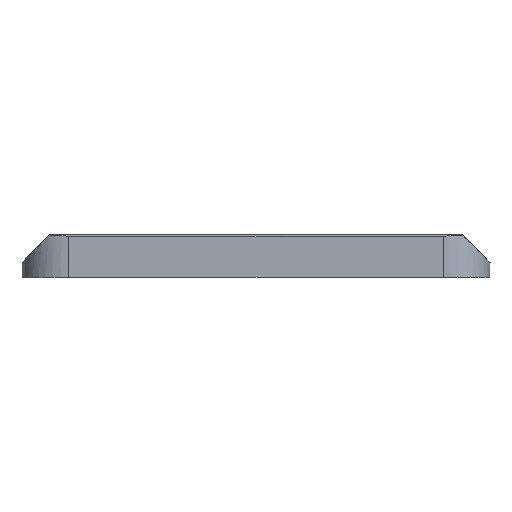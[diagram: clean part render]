
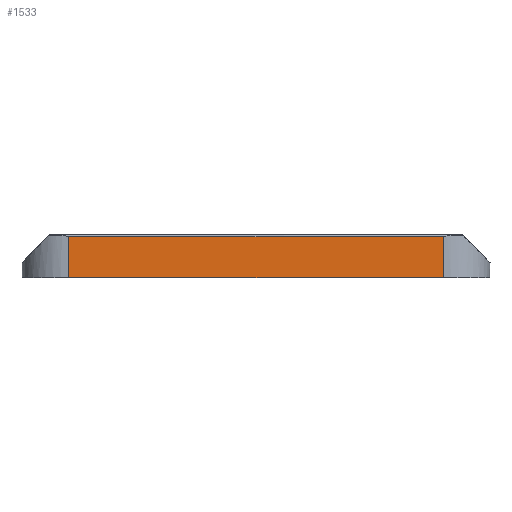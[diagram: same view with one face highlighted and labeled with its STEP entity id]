
A CAD part, left-side view. The second image highlights one B-rep face of the part: STEP entity #1533.
In plain terms, the highlighted planar face has unit normal (-1, 0, 0).
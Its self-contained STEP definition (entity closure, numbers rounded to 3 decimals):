
#22 = ORIENTED_EDGE ( 'NONE', *, *, #937, .F. ) ;
#85 = VERTEX_POINT ( 'NONE', #1326 ) ;
#103 = DIRECTION ( 'NONE',  ( 0., 1., 0. ) ) ;
#241 = DIRECTION ( 'NONE',  ( 0., 0., -1. ) ) ;
#366 = VECTOR ( 'NONE', #103, 1000. ) ;
#391 = LINE ( 'NONE', #1929, #366 ) ;
#432 = CARTESIAN_POINT ( 'NONE',  ( -40., 16., 1.756 ) ) ;
#434 = CARTESIAN_POINT ( 'NONE',  ( -40., 16., 0. ) ) ;
#553 = EDGE_CURVE ( 'NONE', #1922, #85, #829, .T. ) ;
#602 = DIRECTION ( 'NONE',  ( 0., 0., 1. ) ) ;
#627 = CARTESIAN_POINT ( 'NONE',  ( -40., 20., 1.756 ) ) ;
#727 = AXIS2_PLACEMENT_3D ( 'NONE', #627, #1282, #602 ) ;
#829 = LINE ( 'NONE', #1938, #1709 ) ;
#834 = ORIENTED_EDGE ( 'NONE', *, *, #553, .T. ) ;
#838 = CARTESIAN_POINT ( 'NONE',  ( -40., -16., 0. ) ) ;
#868 = EDGE_CURVE ( 'NONE', #1158, #1922, #1993, .T. ) ;
#919 = VECTOR ( 'NONE', #1913, 1000. ) ;
#937 = EDGE_CURVE ( 'NONE', #1158, #1659, #391, .T. ) ;
#1084 = EDGE_LOOP ( 'NONE', ( #1341, #834, #1267, #22 ) ) ;
#1158 = VERTEX_POINT ( 'NONE', #838 ) ;
#1232 = PLANE ( 'NONE',  #727 ) ;
#1267 = ORIENTED_EDGE ( 'NONE', *, *, #2115, .T. ) ;
#1282 = DIRECTION ( 'NONE',  ( -1., 0., 0. ) ) ;
#1326 = CARTESIAN_POINT ( 'NONE',  ( -40., 16., 3.511 ) ) ;
#1341 = ORIENTED_EDGE ( 'NONE', *, *, #868, .T. ) ;
#1377 = VECTOR ( 'NONE', #241, 1000. ) ;
#1390 = CARTESIAN_POINT ( 'NONE',  ( -40., -16., 1.756 ) ) ;
#1533 = ADVANCED_FACE ( 'NONE', ( #2067 ), #1232, .T. ) ;
#1659 = VERTEX_POINT ( 'NONE', #434 ) ;
#1709 = VECTOR ( 'NONE', #2097, 1000. ) ;
#1720 = CARTESIAN_POINT ( 'NONE',  ( -40., -16., 3.511 ) ) ;
#1780 = LINE ( 'NONE', #432, #1377 ) ;
#1913 = DIRECTION ( 'NONE',  ( 0., 0., 1. ) ) ;
#1922 = VERTEX_POINT ( 'NONE', #1720 ) ;
#1929 = CARTESIAN_POINT ( 'NONE',  ( -40., 20., 0. ) ) ;
#1938 = CARTESIAN_POINT ( 'NONE',  ( -40., 20., 3.511 ) ) ;
#1993 = LINE ( 'NONE', #1390, #919 ) ;
#2067 = FACE_OUTER_BOUND ( 'NONE', #1084, .T. ) ;
#2097 = DIRECTION ( 'NONE',  ( 0., 1., 0. ) ) ;
#2115 = EDGE_CURVE ( 'NONE', #85, #1659, #1780, .T. ) ;
